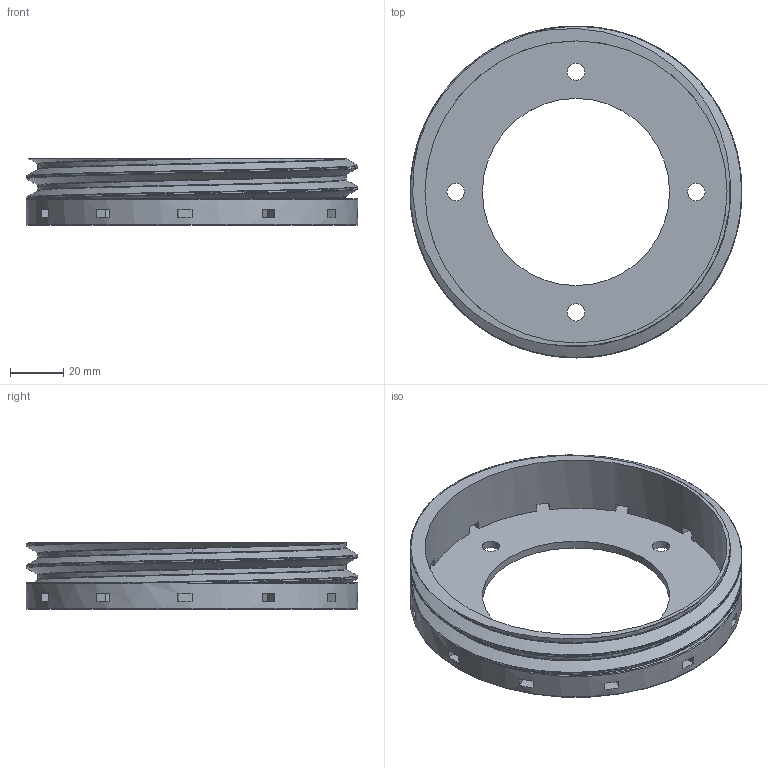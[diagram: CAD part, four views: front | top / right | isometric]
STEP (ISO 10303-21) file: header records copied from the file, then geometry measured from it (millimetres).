
FILE_DESCRIPTION(/* description */ ('','CAx-IF Rec.Pracs.---Representation and Presentation of Product Manufacturing Information (PMI)---4.0---2014-10-13'),/* implementation_level */ '2;1');
FILE_NAME(/* name */ 'Lamp Base 2.0 v3.step',/* time_stamp */ '2025-03-16T21:56:36+01:00',/* author */ (''),/* organization */ (''),/* preprocessor_version */ 'ST-DEVELOPER v20',/* originating_system */ 'Autodesk Translation Framework v13.20.0.188',/* authorisation */ '');
FILE_SCHEMA (('AP242_MANAGED_MODEL_BASED_3D_ENGINEERING_MIM_LF { 1 0 10303 442 1 1 4 }'));
Length unit declared in the file: millimetre
Products named in the file (1): Lamp Base 2.0
Bounding box: 124.15 x 124.14 x 25 mm (x, y, z)
Volume: 54643.9 mm3; surface area: 38576.4 mm2
Topology: 1 solids, 1 shells, 62 faces, 214 edges, 142 vertices
Faces by surface type: plane 40, cylinder 12, bspline 6, torus 4
Full cylindrical faces by diameter (mm): 6.5 x4, 70 x1, 113 x1, 115.34 x1, 124.145 x2
Entity records: 4669 total; most frequent: CARTESIAN_POINT 2745, ORIENTED_EDGE 428, DIRECTION 362, EDGE_CURVE 214, VERTEX_POINT 142, AXIS2_PLACEMENT_3D 127, LINE 108, VECTOR 108
